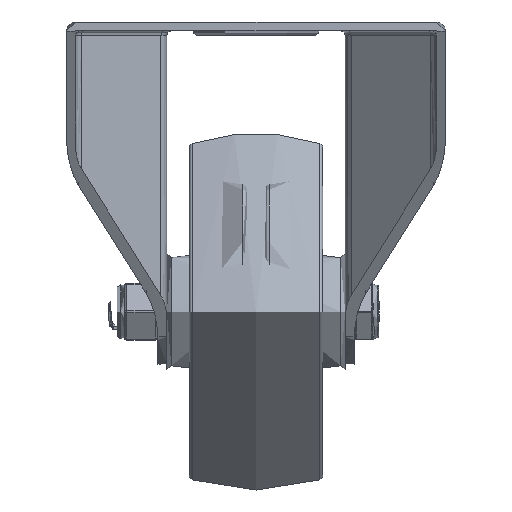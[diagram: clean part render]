
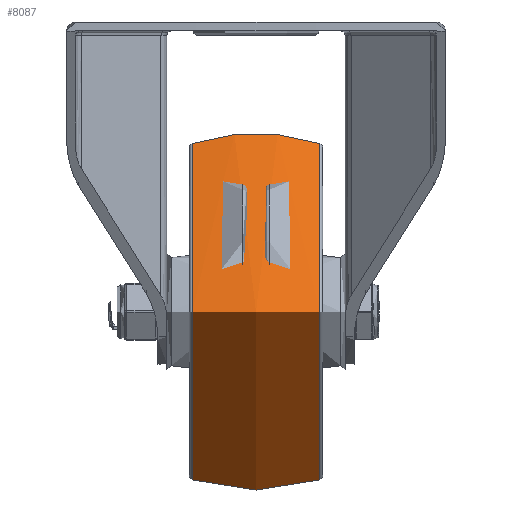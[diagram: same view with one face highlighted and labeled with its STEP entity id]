
A CAD part, left-side view. The second image highlights one B-rep face of the part: STEP entity #8087.
In plain terms, the highlighted free-form (B-spline) face has degree [2, 2] with [3, 9] control points.
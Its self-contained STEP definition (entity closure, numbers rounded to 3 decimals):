
#41=(
BOUNDED_SURFACE()
B_SPLINE_SURFACE(2,2,((#13225,#13226,#13227,#13228,#13229,#13230,#13231,
#13232,#13233),(#13234,#13235,#13236,#13237,#13238,#13239,#13240,#13241,
#13242),(#13243,#13244,#13245,#13246,#13247,#13248,#13249,#13250,#13251)),
 .UNSPECIFIED.,.F.,.T.,.F.)
B_SPLINE_SURFACE_WITH_KNOTS((3,3),(3,2,2,2,3),(-0.315,0.315),
(-3.142,-1.571,0.,1.571,3.142),
 .UNSPECIFIED.)
GEOMETRIC_REPRESENTATION_ITEM()
RATIONAL_B_SPLINE_SURFACE(((1.,0.707,1.,0.707,1.,
0.707,1.,0.707,1.),(0.951,0.672,
0.951,0.672,0.951,0.672,
0.951,0.672,0.951),(1.,0.707,
1.,0.707,1.,0.707,1.,0.707,1.)))
REPRESENTATION_ITEM('')
SURFACE()
);
#2243=FACE_OUTER_BOUND('',#2744,.T.);
#2744=EDGE_LOOP('',(#6298,#6299,#6300,#6301));
#3214=CIRCLE('',#8810,37.731);
#3241=CIRCLE('',#8846,37.731);
#3242=CIRCLE('',#8847,46.25);
#3742=VERTEX_POINT('',#13162);
#3763=VERTEX_POINT('',#13222);
#4645=EDGE_CURVE('',#3742,#3742,#3214,.T.);
#4676=EDGE_CURVE('',#3763,#3763,#3241,.T.);
#4677=EDGE_CURVE('',#3763,#3742,#3242,.T.);
#6298=ORIENTED_EDGE('',*,*,#4676,.F.);
#6299=ORIENTED_EDGE('',*,*,#4677,.T.);
#6300=ORIENTED_EDGE('',*,*,#4645,.T.);
#6301=ORIENTED_EDGE('',*,*,#4677,.F.);
#8087=ADVANCED_FACE('',(#2243),#41,.F.);
#8810=AXIS2_PLACEMENT_3D('',#13163,#10233,#10234);
#8846=AXIS2_PLACEMENT_3D('',#13224,#10309,#10310);
#8847=AXIS2_PLACEMENT_3D('',#13252,#10311,#10312);
#10233=DIRECTION('center_axis',(0.,-1.,0.));
#10234=DIRECTION('ref_axis',(1.,0.,0.));
#10309=DIRECTION('center_axis',(0.,-1.,0.));
#10310=DIRECTION('ref_axis',(1.,0.,0.));
#10311=DIRECTION('center_axis',(-1.,0.,0.));
#10312=DIRECTION('ref_axis',(0.,0.,
1.));
#13162=CARTESIAN_POINT('',(0.,14.309,37.731));
#13163=CARTESIAN_POINT('Origin',(0.,14.309,
0.));
#13222=CARTESIAN_POINT('',(0.,-14.309,37.731));
#13224=CARTESIAN_POINT('Origin',(0.,-14.309,
0.));
#13225=CARTESIAN_POINT('Ctrl Pts',(0.,14.309,
37.731));
#13226=CARTESIAN_POINT('Ctrl Pts',(-37.731,14.309,37.731));
#13227=CARTESIAN_POINT('Ctrl Pts',(-37.731,14.309,0.));
#13228=CARTESIAN_POINT('Ctrl Pts',(-37.731,14.309,-37.731));
#13229=CARTESIAN_POINT('Ctrl Pts',(0.,14.309,
-37.731));
#13230=CARTESIAN_POINT('Ctrl Pts',(37.731,14.309,-37.731));
#13231=CARTESIAN_POINT('Ctrl Pts',(37.731,14.309,0.));
#13232=CARTESIAN_POINT('Ctrl Pts',(37.731,14.309,37.731));
#13233=CARTESIAN_POINT('Ctrl Pts',(0.,14.309,
37.731));
#13234=CARTESIAN_POINT('Ctrl Pts',(0.,0.,
42.386));
#13235=CARTESIAN_POINT('Ctrl Pts',(-42.386,0.,
42.386));
#13236=CARTESIAN_POINT('Ctrl Pts',(-42.386,0.,
0.));
#13237=CARTESIAN_POINT('Ctrl Pts',(-42.386,0.,
-42.386));
#13238=CARTESIAN_POINT('Ctrl Pts',(0.,0.,
-42.386));
#13239=CARTESIAN_POINT('Ctrl Pts',(42.386,0.,
-42.386));
#13240=CARTESIAN_POINT('Ctrl Pts',(42.386,0.,
0.));
#13241=CARTESIAN_POINT('Ctrl Pts',(42.386,0.,
42.386));
#13242=CARTESIAN_POINT('Ctrl Pts',(0.,0.,
42.386));
#13243=CARTESIAN_POINT('Ctrl Pts',(0.,-14.309,
37.731));
#13244=CARTESIAN_POINT('Ctrl Pts',(-37.731,-14.309,
37.731));
#13245=CARTESIAN_POINT('Ctrl Pts',(-37.731,-14.309,
0.));
#13246=CARTESIAN_POINT('Ctrl Pts',(-37.731,-14.309,
-37.731));
#13247=CARTESIAN_POINT('Ctrl Pts',(0.,-14.309,
-37.731));
#13248=CARTESIAN_POINT('Ctrl Pts',(37.731,-14.309,-37.731));
#13249=CARTESIAN_POINT('Ctrl Pts',(37.731,-14.309,0.));
#13250=CARTESIAN_POINT('Ctrl Pts',(37.731,-14.309,37.731));
#13251=CARTESIAN_POINT('Ctrl Pts',(0.,-14.309,
37.731));
#13252=CARTESIAN_POINT('Origin',(0.,0.,
-6.25));
